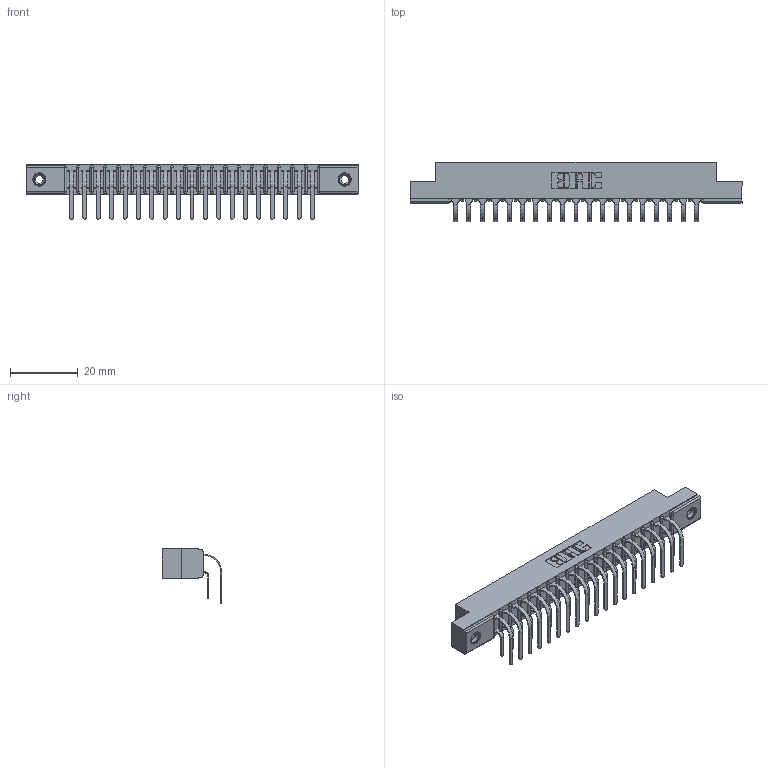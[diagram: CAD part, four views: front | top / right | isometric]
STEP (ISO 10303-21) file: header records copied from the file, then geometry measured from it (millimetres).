
FILE_DESCRIPTION (( 'STEP AP203' ), '1' );
FILE_NAME ('357-038-459-208.STEP', '2022-07-07T23:43:44', ( '' ), ( '' ), 'SwSTEP 2.0', 'SolidWorks 2020', '' );
FILE_SCHEMA (( 'CONFIG_CONTROL_DESIGN' ));
Length unit declared in the file: inch
Products named in the file (5): 307-290-001_558 559 - 1 (Single); 357-038-459-208; 345-250-001_345-250-003-102; 307 Part_.156 Dia Mounting Holes; 307-290-001_559 - 2 (Single)
Assembly tree (41 placements, depth 2):
  357-038-459-208
    307 Part_.156 Dia Mounting Holes
    307-290-001_558 559 - 1 (Single)  x19
    307-290-001_559 - 2 (Single)  x19
    345-250-001_345-250-003-102  x2
Bounding box: 98.3 x 17.51 x 16.08 mm (x, y, z)
Volume: 6566.5 mm3; surface area: 12258.3 mm2
Topology: 41 solids, 41 shells, 2098 faces, 5855 edges, 3790 vertices
Faces by surface type: plane 1356, cylinder 686, sphere 40, cone 12, torus 4
Entity records: 22364 total; most frequent: CARTESIAN_POINT 3652, ORIENTED_EDGE 3610, DIRECTION 3595, EDGE_CURVE 1805, LINE 1373, VECTOR 1373, VERTEX_POINT 1168, AXIS2_PLACEMENT_3D 1111
